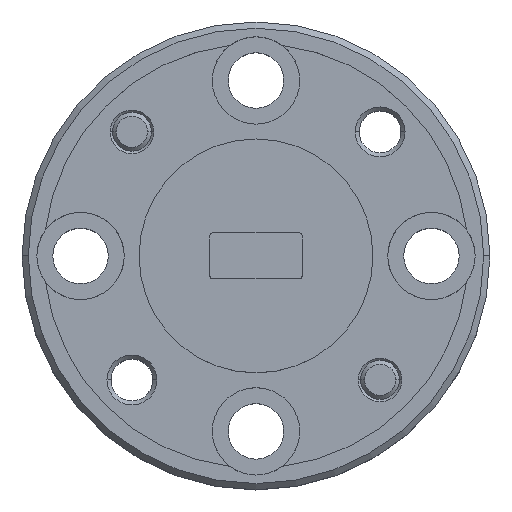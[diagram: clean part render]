
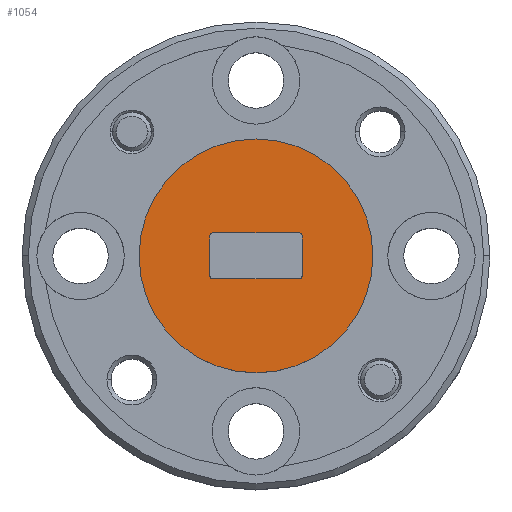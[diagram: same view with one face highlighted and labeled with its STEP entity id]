
A CAD part, top view. The second image highlights one B-rep face of the part: STEP entity #1054.
In plain terms, the highlighted planar face has unit normal (0, 0, 1).
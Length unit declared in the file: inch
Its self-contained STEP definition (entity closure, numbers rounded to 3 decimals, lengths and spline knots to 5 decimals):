
#62 = CARTESIAN_POINT ( 'NONE',  ( 0.069, -0.032, 0. ) ) ;
#134 = ORIENTED_EDGE ( 'NONE', *, *, #3789, .F. ) ;
#158 = VERTEX_POINT ( 'NONE', #5418 ) ;
#179 = VERTEX_POINT ( 'NONE', #5442 ) ;
#320 = ORIENTED_EDGE ( 'NONE', *, *, #3383, .T. ) ;
#373 = AXIS2_PLACEMENT_3D ( 'NONE', #3215, #3712, #4632 ) ;
#460 = EDGE_CURVE ( 'NONE', #5528, #179, #3514, .T. ) ;
#468 = AXIS2_PLACEMENT_3D ( 'NONE', #62, #4952, #3500 ) ;
#497 = ORIENTED_EDGE ( 'NONE', *, *, #2694, .F. ) ;
#547 = VECTOR ( 'NONE', #4571, 39.37008 ) ;
#711 = CIRCLE ( 'NONE', #1635, 0.1875 ) ;
#794 = CARTESIAN_POINT ( 'NONE',  ( 0.1875, 0., 0. ) ) ;
#880 = VERTEX_POINT ( 'NONE', #4224 ) ;
#914 = LINE ( 'NONE', #3931, #3344 ) ;
#1029 = DIRECTION ( 'NONE',  ( -1., 0., 0. ) ) ;
#1054 = ADVANCED_FACE ( 'NONE', ( #3012, #2144 ), #4805, .T. ) ;
#1215 = VECTOR ( 'NONE', #1304, 39.37008 ) ;
#1234 = EDGE_CURVE ( 'NONE', #1259, #4372, #711, .T. ) ;
#1259 = VERTEX_POINT ( 'NONE', #3695 ) ;
#1304 = DIRECTION ( 'NONE',  ( 0., 1., 0. ) ) ;
#1358 = DIRECTION ( 'NONE',  ( 1., 0., 0. ) ) ;
#1388 = EDGE_LOOP ( 'NONE', ( #3004, #5307 ) ) ;
#1503 = LINE ( 'NONE', #5513, #547 ) ;
#1632 = CARTESIAN_POINT ( 'NONE',  ( -0.069, 0.032, 0. ) ) ;
#1635 = AXIS2_PLACEMENT_3D ( 'NONE', #2318, #4213, #4086 ) ;
#1641 = ORIENTED_EDGE ( 'NONE', *, *, #4692, .T. ) ;
#1658 = CIRCLE ( 'NONE', #5174, 0.005 ) ;
#1661 = VERTEX_POINT ( 'NONE', #2297 ) ;
#1705 = CARTESIAN_POINT ( 'NONE',  ( -0.074, 0.032, 0. ) ) ;
#1858 = DIRECTION ( 'NONE',  ( 1., 0., 0. ) ) ;
#1937 = CIRCLE ( 'NONE', #2675, 0.005 ) ;
#1967 = VERTEX_POINT ( 'NONE', #4013 ) ;
#2071 = EDGE_CURVE ( 'NONE', #158, #880, #2754, .T. ) ;
#2134 = ORIENTED_EDGE ( 'NONE', *, *, #4514, .T. ) ;
#2144 = FACE_OUTER_BOUND ( 'NONE', #1388, .T. ) ;
#2266 = VERTEX_POINT ( 'NONE', #5210 ) ;
#2297 = CARTESIAN_POINT ( 'NONE',  ( 0.069, -0.037, 0. ) ) ;
#2315 = CIRCLE ( 'NONE', #468, 0.005 ) ;
#2318 = CARTESIAN_POINT ( 'NONE',  ( 0., 0., 0. ) ) ;
#2319 = CARTESIAN_POINT ( 'NONE',  ( -0.074, 0.037, 0. ) ) ;
#2445 = DIRECTION ( 'NONE',  ( 1., 0., 0. ) ) ;
#2480 = CIRCLE ( 'NONE', #3595, 0.005 ) ;
#2611 = CARTESIAN_POINT ( 'NONE',  ( 0.074, -0.037, 0. ) ) ;
#2675 = AXIS2_PLACEMENT_3D ( 'NONE', #5090, #3811, #2445 ) ;
#2685 = DIRECTION ( 'NONE',  ( 0., 0., -1. ) ) ;
#2694 = EDGE_CURVE ( 'NONE', #2266, #1661, #914, .T. ) ;
#2754 = LINE ( 'NONE', #2319, #4590 ) ;
#2921 = ORIENTED_EDGE ( 'NONE', *, *, #460, .F. ) ;
#3004 = ORIENTED_EDGE ( 'NONE', *, *, #3812, .T. ) ;
#3012 = FACE_BOUND ( 'NONE', #3792, .T. ) ;
#3038 = DIRECTION ( 'NONE',  ( 0., 0., 1. ) ) ;
#3149 = CARTESIAN_POINT ( 'NONE',  ( 0.069, 0.032, 0. ) ) ;
#3215 = CARTESIAN_POINT ( 'NONE',  ( 0., 0., 0. ) ) ;
#3344 = VECTOR ( 'NONE', #1858, 39.37008 ) ;
#3383 = EDGE_CURVE ( 'NONE', #4047, #880, #2480, .T. ) ;
#3500 = DIRECTION ( 'NONE',  ( 1., 0., 0. ) ) ;
#3514 = LINE ( 'NONE', #2611, #1215 ) ;
#3557 = DIRECTION ( 'NONE',  ( 1., 0., 0. ) ) ;
#3595 = AXIS2_PLACEMENT_3D ( 'NONE', #1632, #4236, #4646 ) ;
#3695 = CARTESIAN_POINT ( 'NONE',  ( -0.1875, 0., 0. ) ) ;
#3712 = DIRECTION ( 'NONE',  ( 0., 0., 1. ) ) ;
#3723 = CARTESIAN_POINT ( 'NONE',  ( 0.074, -0.032, 0. ) ) ;
#3789 = EDGE_CURVE ( 'NONE', #4047, #1967, #1503, .T. ) ;
#3792 = EDGE_LOOP ( 'NONE', ( #4857, #2134, #2921, #4281, #497, #1641, #134, #320 ) ) ;
#3811 = DIRECTION ( 'NONE',  ( 0., 0., -1. ) ) ;
#3812 = EDGE_CURVE ( 'NONE', #4372, #1259, #4518, .T. ) ;
#3931 = CARTESIAN_POINT ( 'NONE',  ( -0.074, -0.037, 0. ) ) ;
#4013 = CARTESIAN_POINT ( 'NONE',  ( -0.074, -0.032, 0. ) ) ;
#4047 = VERTEX_POINT ( 'NONE', #1705 ) ;
#4086 = DIRECTION ( 'NONE',  ( 1., 0., 0. ) ) ;
#4166 = EDGE_CURVE ( 'NONE', #5528, #1661, #2315, .T. ) ;
#4213 = DIRECTION ( 'NONE',  ( 0., 0., 1. ) ) ;
#4224 = CARTESIAN_POINT ( 'NONE',  ( -0.069, 0.037, 0. ) ) ;
#4236 = DIRECTION ( 'NONE',  ( 0., 0., -1. ) ) ;
#4281 = ORIENTED_EDGE ( 'NONE', *, *, #4166, .T. ) ;
#4372 = VERTEX_POINT ( 'NONE', #794 ) ;
#4514 = EDGE_CURVE ( 'NONE', #158, #179, #1658, .T. ) ;
#4518 = CIRCLE ( 'NONE', #373, 0.1875 ) ;
#4571 = DIRECTION ( 'NONE',  ( 0., -1., 0. ) ) ;
#4590 = VECTOR ( 'NONE', #1029, 39.37008 ) ;
#4632 = DIRECTION ( 'NONE',  ( 1., 0., 0. ) ) ;
#4646 = DIRECTION ( 'NONE',  ( 1., 0., 0. ) ) ;
#4692 = EDGE_CURVE ( 'NONE', #2266, #1967, #1937, .T. ) ;
#4805 = PLANE ( 'NONE',  #5063 ) ;
#4857 = ORIENTED_EDGE ( 'NONE', *, *, #2071, .F. ) ;
#4952 = DIRECTION ( 'NONE',  ( 0., 0., -1. ) ) ;
#5063 = AXIS2_PLACEMENT_3D ( 'NONE', #5691, #3038, #1358 ) ;
#5090 = CARTESIAN_POINT ( 'NONE',  ( -0.069, -0.032, 0. ) ) ;
#5174 = AXIS2_PLACEMENT_3D ( 'NONE', #3149, #2685, #3557 ) ;
#5210 = CARTESIAN_POINT ( 'NONE',  ( -0.069, -0.037, 0. ) ) ;
#5307 = ORIENTED_EDGE ( 'NONE', *, *, #1234, .T. ) ;
#5418 = CARTESIAN_POINT ( 'NONE',  ( 0.069, 0.037, 0. ) ) ;
#5442 = CARTESIAN_POINT ( 'NONE',  ( 0.074, 0.032, 0. ) ) ;
#5513 = CARTESIAN_POINT ( 'NONE',  ( -0.074, -0.037, 0. ) ) ;
#5528 = VERTEX_POINT ( 'NONE', #3723 ) ;
#5691 = CARTESIAN_POINT ( 'NONE',  ( 0., 0., 0. ) ) ;
